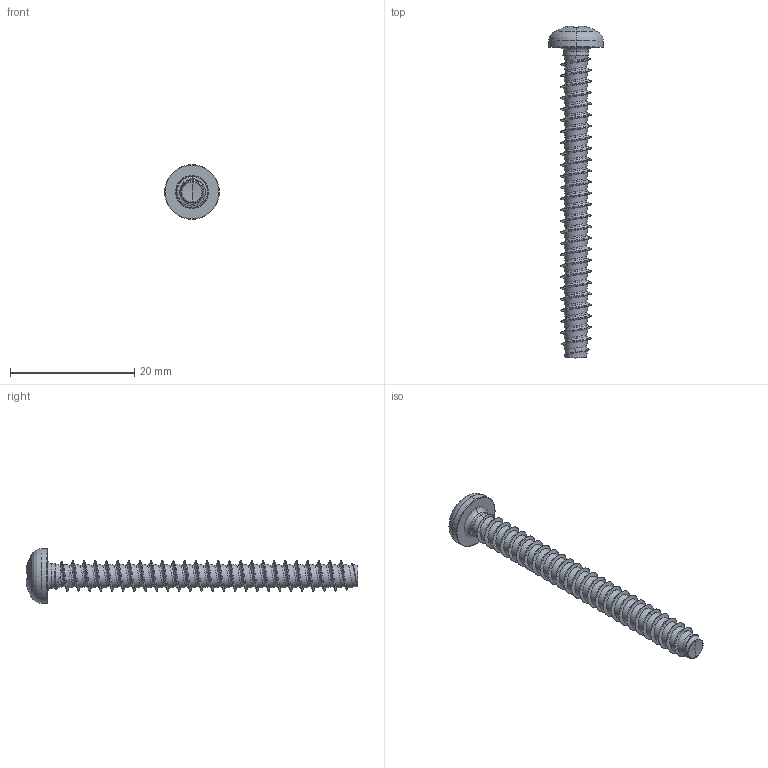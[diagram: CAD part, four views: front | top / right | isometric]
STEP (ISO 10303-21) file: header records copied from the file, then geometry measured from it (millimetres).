
FILE_DESCRIPTION (( 'STEP AP203' ), '1' );
FILE_NAME ('STP320500500.STEP', '2017-08-15T14:48:40', ( '' ), ( '' ), 'SwSTEP 2.0', 'SolidWorks 2015', '' );
FILE_SCHEMA (( 'CONFIG_CONTROL_DESIGN' ));
Length unit declared in the file: millimetre
Products named in the file (1): STP320500500
Bounding box: 8.8 x 53.45 x 8.8 mm (x, y, z)
Volume: 733.3 mm3; surface area: 1124.5 mm2
Topology: 1 solids, 1 shells, 216 faces, 518 edges, 304 vertices
Faces by surface type: cylinder 79, bspline 51, torus 28, sphere 28, plane 22, cone 8
Entity records: 40059 total; most frequent: CARTESIAN_POINT 35553, ORIENTED_EDGE 1032, DIRECTION 819, EDGE_CURVE 516, AXIS2_PLACEMENT_3D 354, VERTEX_POINT 304, EDGE_LOOP 218, ADVANCED_FACE 216
